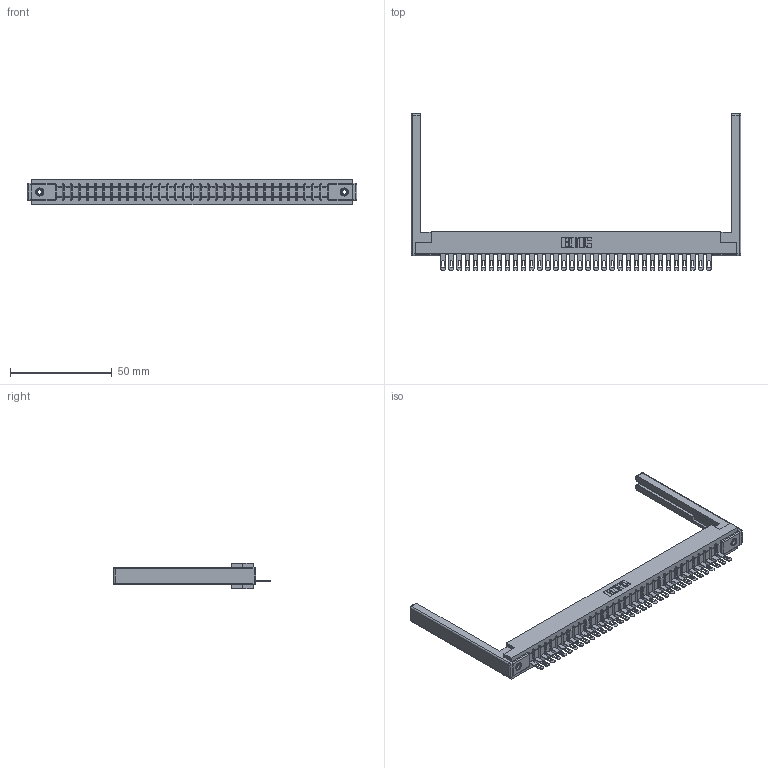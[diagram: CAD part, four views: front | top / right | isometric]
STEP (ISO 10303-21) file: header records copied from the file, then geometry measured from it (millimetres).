
FILE_DESCRIPTION (( 'STEP AP203' ), '1' );
FILE_NAME ('307-034-405-168.STEP', '2020-09-28T20:04:10', ( '' ), ( '' ), 'SwSTEP 2.0', 'SolidWorks 2020', '' );
FILE_SCHEMA (( 'CONFIG_CONTROL_DESIGN' ));
Length unit declared in the file: inch
Products named in the file (5): 345-250-001_345-250-001-102; 307 Part_.156 Dia Mounting Holes; 307-220-068; 307-290-001_505; 307-034-405-168
Assembly tree (39 placements, depth 2):
  307-034-405-168
    307 Part_.156 Dia Mounting Holes
    307-290-001_505  x34
    307-220-068  x2
    345-250-001_345-250-001-102  x2
Bounding box: 162.15 x 77.14 x 12.7 mm (x, y, z)
Volume: 21225.8 mm3; surface area: 22092.8 mm2
Topology: 39 solids, 39 shells, 2211 faces, 6221 edges, 3986 vertices
Faces by surface type: plane 1382, cylinder 735, sphere 78, cone 12, torus 4
Entity records: 32867 total; most frequent: CARTESIAN_POINT 5497, ORIENTED_EDGE 5472, DIRECTION 5370, EDGE_CURVE 2736, LINE 2092, VECTOR 2092, VERTEX_POINT 1766, AXIS2_PLACEMENT_3D 1639
